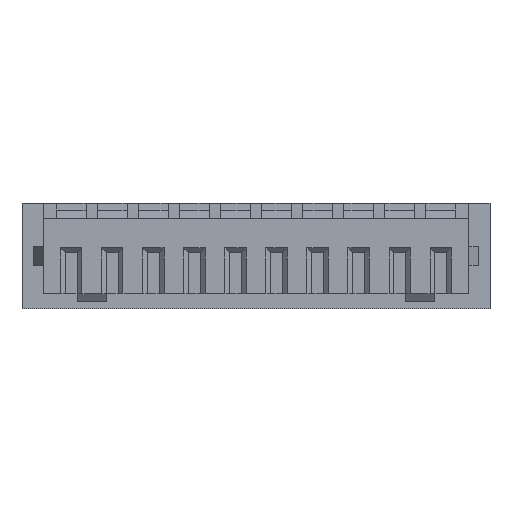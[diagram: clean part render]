
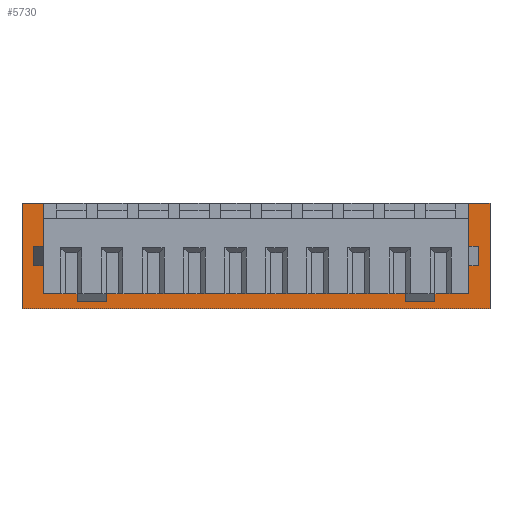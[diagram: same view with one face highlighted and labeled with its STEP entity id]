
A CAD part, front view. The second image highlights one B-rep face of the part: STEP entity #5730.
In plain terms, the highlighted planar face has unit normal (0, -1, 0).
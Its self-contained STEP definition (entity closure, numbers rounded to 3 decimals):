
#5704 = VERTEX_POINT('',#5705);
#5705 = CARTESIAN_POINT('',(-7.125,1.375,-1.6));
#5713 = VERTEX_POINT('',#5714);
#5714 = CARTESIAN_POINT('',(7.125,1.375,-1.6));
#5720 = EDGE_CURVE('',#5713,#5704,#5721,.T.);
#5721 = LINE('',#5722,#5723);
#5722 = CARTESIAN_POINT('',(7.125,1.375,-1.6));
#5723 = VECTOR('',#5724,1.);
#5724 = DIRECTION('',(-1.,0.,0.));
#5730 = ADVANCED_FACE('',(#5731),#5852,.T.);
#5731 = FACE_BOUND('',#5732,.T.);
#5732 = EDGE_LOOP('',(#5733,#5741,#5749,#5757,#5765,#5773,#5781,#5789,
    #5797,#5805,#5813,#5821,#5829,#5837,#5845,#5851));
#5733 = ORIENTED_EDGE('',*,*,#5734,.T.);
#5734 = EDGE_CURVE('',#5713,#5735,#5737,.T.);
#5735 = VERTEX_POINT('',#5736);
#5736 = CARTESIAN_POINT('',(7.125,1.375,1.6));
#5737 = LINE('',#5738,#5739);
#5738 = CARTESIAN_POINT('',(7.125,1.375,-1.6));
#5739 = VECTOR('',#5740,1.);
#5740 = DIRECTION('',(0.,0.,1.));
#5741 = ORIENTED_EDGE('',*,*,#5742,.F.);
#5742 = EDGE_CURVE('',#5743,#5735,#5745,.T.);
#5743 = VERTEX_POINT('',#5744);
#5744 = CARTESIAN_POINT('',(6.475,1.375,1.6));
#5745 = LINE('',#5746,#5747);
#5746 = CARTESIAN_POINT('',(6.475,1.375,1.6));
#5747 = VECTOR('',#5748,1.);
#5748 = DIRECTION('',(1.,0.,0.));
#5749 = ORIENTED_EDGE('',*,*,#5750,.F.);
#5750 = EDGE_CURVE('',#5751,#5743,#5753,.T.);
#5751 = VERTEX_POINT('',#5752);
#5752 = CARTESIAN_POINT('',(6.475,1.375,0.3));
#5753 = LINE('',#5754,#5755);
#5754 = CARTESIAN_POINT('',(6.475,1.375,0.3));
#5755 = VECTOR('',#5756,1.);
#5756 = DIRECTION('',(0.,0.,1.));
#5757 = ORIENTED_EDGE('',*,*,#5758,.T.);
#5758 = EDGE_CURVE('',#5751,#5759,#5761,.T.);
#5759 = VERTEX_POINT('',#5760);
#5760 = CARTESIAN_POINT('',(6.775,1.375,0.3));
#5761 = LINE('',#5762,#5763);
#5762 = CARTESIAN_POINT('',(6.475,1.375,0.3));
#5763 = VECTOR('',#5764,1.);
#5764 = DIRECTION('',(1.,0.,0.));
#5765 = ORIENTED_EDGE('',*,*,#5766,.F.);
#5766 = EDGE_CURVE('',#5767,#5759,#5769,.T.);
#5767 = VERTEX_POINT('',#5768);
#5768 = CARTESIAN_POINT('',(6.775,1.375,-0.3));
#5769 = LINE('',#5770,#5771);
#5770 = CARTESIAN_POINT('',(6.775,1.375,-0.3));
#5771 = VECTOR('',#5772,1.);
#5772 = DIRECTION('',(0.,0.,1.));
#5773 = ORIENTED_EDGE('',*,*,#5774,.F.);
#5774 = EDGE_CURVE('',#5775,#5767,#5777,.T.);
#5775 = VERTEX_POINT('',#5776);
#5776 = CARTESIAN_POINT('',(6.475,1.375,-0.3));
#5777 = LINE('',#5778,#5779);
#5778 = CARTESIAN_POINT('',(6.475,1.375,-0.3));
#5779 = VECTOR('',#5780,1.);
#5780 = DIRECTION('',(1.,0.,0.));
#5781 = ORIENTED_EDGE('',*,*,#5782,.F.);
#5782 = EDGE_CURVE('',#5783,#5775,#5785,.T.);
#5783 = VERTEX_POINT('',#5784);
#5784 = CARTESIAN_POINT('',(6.475,1.375,-1.15));
#5785 = LINE('',#5786,#5787);
#5786 = CARTESIAN_POINT('',(6.475,1.375,-1.15));
#5787 = VECTOR('',#5788,1.);
#5788 = DIRECTION('',(0.,0.,1.));
#5789 = ORIENTED_EDGE('',*,*,#5790,.T.);
#5790 = EDGE_CURVE('',#5783,#5791,#5793,.T.);
#5791 = VERTEX_POINT('',#5792);
#5792 = CARTESIAN_POINT('',(-6.475,1.375,-1.15));
#5793 = LINE('',#5794,#5795);
#5794 = CARTESIAN_POINT('',(6.475,1.375,-1.15));
#5795 = VECTOR('',#5796,1.);
#5796 = DIRECTION('',(-1.,0.,0.));
#5797 = ORIENTED_EDGE('',*,*,#5798,.T.);
#5798 = EDGE_CURVE('',#5791,#5799,#5801,.T.);
#5799 = VERTEX_POINT('',#5800);
#5800 = CARTESIAN_POINT('',(-6.475,1.375,-0.3));
#5801 = LINE('',#5802,#5803);
#5802 = CARTESIAN_POINT('',(-6.475,1.375,-1.15));
#5803 = VECTOR('',#5804,1.);
#5804 = DIRECTION('',(0.,0.,1.));
#5805 = ORIENTED_EDGE('',*,*,#5806,.F.);
#5806 = EDGE_CURVE('',#5807,#5799,#5809,.T.);
#5807 = VERTEX_POINT('',#5808);
#5808 = CARTESIAN_POINT('',(-6.775,1.375,-0.3));
#5809 = LINE('',#5810,#5811);
#5810 = CARTESIAN_POINT('',(-6.775,1.375,-0.3));
#5811 = VECTOR('',#5812,1.);
#5812 = DIRECTION('',(1.,0.,0.));
#5813 = ORIENTED_EDGE('',*,*,#5814,.T.);
#5814 = EDGE_CURVE('',#5807,#5815,#5817,.T.);
#5815 = VERTEX_POINT('',#5816);
#5816 = CARTESIAN_POINT('',(-6.775,1.375,0.3));
#5817 = LINE('',#5818,#5819);
#5818 = CARTESIAN_POINT('',(-6.775,1.375,-0.3));
#5819 = VECTOR('',#5820,1.);
#5820 = DIRECTION('',(0.,0.,1.));
#5821 = ORIENTED_EDGE('',*,*,#5822,.T.);
#5822 = EDGE_CURVE('',#5815,#5823,#5825,.T.);
#5823 = VERTEX_POINT('',#5824);
#5824 = CARTESIAN_POINT('',(-6.475,1.375,0.3));
#5825 = LINE('',#5826,#5827);
#5826 = CARTESIAN_POINT('',(-6.775,1.375,0.3));
#5827 = VECTOR('',#5828,1.);
#5828 = DIRECTION('',(1.,0.,0.));
#5829 = ORIENTED_EDGE('',*,*,#5830,.T.);
#5830 = EDGE_CURVE('',#5823,#5831,#5833,.T.);
#5831 = VERTEX_POINT('',#5832);
#5832 = CARTESIAN_POINT('',(-6.475,1.375,1.6));
#5833 = LINE('',#5834,#5835);
#5834 = CARTESIAN_POINT('',(-6.475,1.375,0.3));
#5835 = VECTOR('',#5836,1.);
#5836 = DIRECTION('',(0.,0.,1.));
#5837 = ORIENTED_EDGE('',*,*,#5838,.F.);
#5838 = EDGE_CURVE('',#5839,#5831,#5841,.T.);
#5839 = VERTEX_POINT('',#5840);
#5840 = CARTESIAN_POINT('',(-7.125,1.375,1.6));
#5841 = LINE('',#5842,#5843);
#5842 = CARTESIAN_POINT('',(-7.125,1.375,1.6));
#5843 = VECTOR('',#5844,1.);
#5844 = DIRECTION('',(1.,0.,0.));
#5845 = ORIENTED_EDGE('',*,*,#5846,.F.);
#5846 = EDGE_CURVE('',#5704,#5839,#5847,.T.);
#5847 = LINE('',#5848,#5849);
#5848 = CARTESIAN_POINT('',(-7.125,1.375,-1.6));
#5849 = VECTOR('',#5850,1.);
#5850 = DIRECTION('',(0.,0.,1.));
#5851 = ORIENTED_EDGE('',*,*,#5720,.F.);
#5852 = PLANE('',#5853);
#5853 = AXIS2_PLACEMENT_3D('',#5854,#5855,#5856);
#5854 = CARTESIAN_POINT('',(6.475,1.375,-1.6));
#5855 = DIRECTION('',(0.,-1.,0.));
#5856 = DIRECTION('',(0.,0.,-1.));
